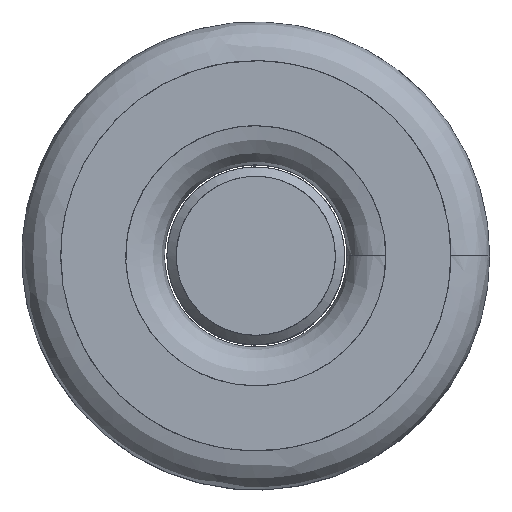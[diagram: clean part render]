
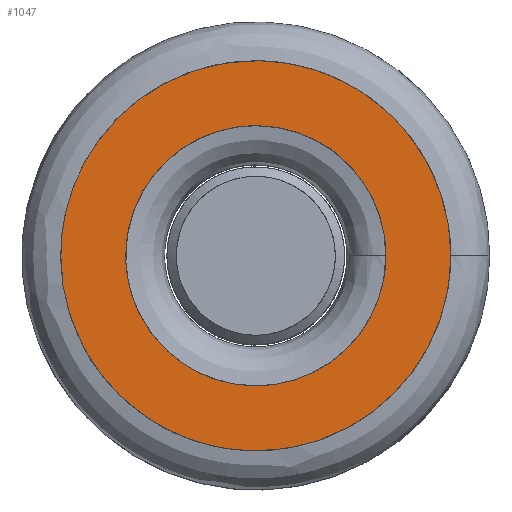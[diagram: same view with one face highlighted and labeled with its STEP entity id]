
A CAD part, top view. The second image highlights one B-rep face of the part: STEP entity #1047.
In plain terms, the highlighted free-form (B-spline) face has degree [1, 1] with [2, 2] control points.
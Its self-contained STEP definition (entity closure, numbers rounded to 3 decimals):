
#1047 = ADVANCED_FACE('',(#1048,#1082),#1116,.T.);
#1048 = FACE_BOUND('',#1049,.T.);
#1049 = EDGE_LOOP('',(#1050,#1060,#1068,#1076));
#1050 = ORIENTED_EDGE('',*,*,#1051,.T.);
#1051 = EDGE_CURVE('',#1052,#1054,#1056,.T.);
#1052 = VERTEX_POINT('',#1053);
#1053 = CARTESIAN_POINT('',(45.713,0.,65.227));
#1054 = VERTEX_POINT('',#1055);
#1055 = CARTESIAN_POINT('',(0.,45.713,65.227));
#1056 = ( BOUNDED_CURVE() B_SPLINE_CURVE(2,(#1057,#1058,#1059),
.UNSPECIFIED.,.F.,.F.) B_SPLINE_CURVE_WITH_KNOTS((3,3),(0.,0.25),
.PIECEWISE_BEZIER_KNOTS.) CURVE() GEOMETRIC_REPRESENTATION_ITEM() 
RATIONAL_B_SPLINE_CURVE((1.,0.707,1.)) REPRESENTATION_ITEM('') 
  );
#1057 = CARTESIAN_POINT('',(45.713,0.,65.227));
#1058 = CARTESIAN_POINT('',(45.713,45.713,
    65.227));
#1059 = CARTESIAN_POINT('',(0.,45.713,65.227));
#1060 = ORIENTED_EDGE('',*,*,#1061,.T.);
#1061 = EDGE_CURVE('',#1054,#1062,#1064,.T.);
#1062 = VERTEX_POINT('',#1063);
#1063 = CARTESIAN_POINT('',(-45.713,0.,65.227));
#1064 = ( BOUNDED_CURVE() B_SPLINE_CURVE(2,(#1065,#1066,#1067),
.UNSPECIFIED.,.F.,.F.) B_SPLINE_CURVE_WITH_KNOTS((3,3),(0.25,0.5),
.PIECEWISE_BEZIER_KNOTS.) CURVE() GEOMETRIC_REPRESENTATION_ITEM() 
RATIONAL_B_SPLINE_CURVE((1.,0.707,1.)) REPRESENTATION_ITEM('') 
  );
#1065 = CARTESIAN_POINT('',(0.,45.713,65.227));
#1066 = CARTESIAN_POINT('',(-45.713,45.713,
    65.227));
#1067 = CARTESIAN_POINT('',(-45.713,0.,65.227));
#1068 = ORIENTED_EDGE('',*,*,#1069,.T.);
#1069 = EDGE_CURVE('',#1062,#1070,#1072,.T.);
#1070 = VERTEX_POINT('',#1071);
#1071 = CARTESIAN_POINT('',(0.,-45.713,65.227));
#1072 = ( BOUNDED_CURVE() B_SPLINE_CURVE(2,(#1073,#1074,#1075),
.UNSPECIFIED.,.F.,.F.) B_SPLINE_CURVE_WITH_KNOTS((3,3),(0.5,0.75),
.PIECEWISE_BEZIER_KNOTS.) CURVE() GEOMETRIC_REPRESENTATION_ITEM() 
RATIONAL_B_SPLINE_CURVE((1.,0.707,1.)) REPRESENTATION_ITEM('') 
  );
#1073 = CARTESIAN_POINT('',(-45.713,0.,65.227));
#1074 = CARTESIAN_POINT('',(-45.713,-45.713,
    65.227));
#1075 = CARTESIAN_POINT('',(0.,-45.713,65.227));
#1076 = ORIENTED_EDGE('',*,*,#1077,.T.);
#1077 = EDGE_CURVE('',#1070,#1052,#1078,.T.);
#1078 = ( BOUNDED_CURVE() B_SPLINE_CURVE(2,(#1079,#1080,#1081),
.UNSPECIFIED.,.F.,.F.) B_SPLINE_CURVE_WITH_KNOTS((3,3),(0.75,1.),
.PIECEWISE_BEZIER_KNOTS.) CURVE() GEOMETRIC_REPRESENTATION_ITEM() 
RATIONAL_B_SPLINE_CURVE((1.,0.707,1.)) REPRESENTATION_ITEM('') 
  );
#1079 = CARTESIAN_POINT('',(0.,-45.713,65.227));
#1080 = CARTESIAN_POINT('',(45.713,-45.713,
    65.227));
#1081 = CARTESIAN_POINT('',(45.713,0.,65.227));
#1082 = FACE_BOUND('',#1083,.T.);
#1083 = EDGE_LOOP('',(#1084,#1094,#1102,#1110));
#1084 = ORIENTED_EDGE('',*,*,#1085,.T.);
#1085 = EDGE_CURVE('',#1086,#1088,#1090,.T.);
#1086 = VERTEX_POINT('',#1087);
#1087 = CARTESIAN_POINT('',(30.476,0.,65.227));
#1088 = VERTEX_POINT('',#1089);
#1089 = CARTESIAN_POINT('',(0.,-30.476,65.227));
#1090 = ( BOUNDED_CURVE() B_SPLINE_CURVE(2,(#1091,#1092,#1093),
.UNSPECIFIED.,.F.,.F.) B_SPLINE_CURVE_WITH_KNOTS((3,3),(0.,0.25),
.PIECEWISE_BEZIER_KNOTS.) CURVE() GEOMETRIC_REPRESENTATION_ITEM() 
RATIONAL_B_SPLINE_CURVE((1.,0.707,1.)) REPRESENTATION_ITEM('') 
  );
#1091 = CARTESIAN_POINT('',(30.476,0.,65.227));
#1092 = CARTESIAN_POINT('',(30.476,-30.476,
    65.227));
#1093 = CARTESIAN_POINT('',(0.,-30.476,65.227));
#1094 = ORIENTED_EDGE('',*,*,#1095,.T.);
#1095 = EDGE_CURVE('',#1088,#1096,#1098,.T.);
#1096 = VERTEX_POINT('',#1097);
#1097 = CARTESIAN_POINT('',(-30.476,0.,65.227));
#1098 = ( BOUNDED_CURVE() B_SPLINE_CURVE(2,(#1099,#1100,#1101),
.UNSPECIFIED.,.F.,.F.) B_SPLINE_CURVE_WITH_KNOTS((3,3),(0.25,0.5),
.PIECEWISE_BEZIER_KNOTS.) CURVE() GEOMETRIC_REPRESENTATION_ITEM() 
RATIONAL_B_SPLINE_CURVE((1.,0.707,1.)) REPRESENTATION_ITEM('') 
  );
#1099 = CARTESIAN_POINT('',(0.,-30.476,65.227));
#1100 = CARTESIAN_POINT('',(-30.476,-30.476,
    65.227));
#1101 = CARTESIAN_POINT('',(-30.476,0.,65.227));
#1102 = ORIENTED_EDGE('',*,*,#1103,.T.);
#1103 = EDGE_CURVE('',#1096,#1104,#1106,.T.);
#1104 = VERTEX_POINT('',#1105);
#1105 = CARTESIAN_POINT('',(0.,30.476,65.227));
#1106 = ( BOUNDED_CURVE() B_SPLINE_CURVE(2,(#1107,#1108,#1109),
.UNSPECIFIED.,.F.,.F.) B_SPLINE_CURVE_WITH_KNOTS((3,3),(0.5,0.75),
.PIECEWISE_BEZIER_KNOTS.) CURVE() GEOMETRIC_REPRESENTATION_ITEM() 
RATIONAL_B_SPLINE_CURVE((1.,0.707,1.)) REPRESENTATION_ITEM('') 
  );
#1107 = CARTESIAN_POINT('',(-30.476,0.,65.227));
#1108 = CARTESIAN_POINT('',(-30.476,30.476,
    65.227));
#1109 = CARTESIAN_POINT('',(0.,30.476,65.227));
#1110 = ORIENTED_EDGE('',*,*,#1111,.T.);
#1111 = EDGE_CURVE('',#1104,#1086,#1112,.T.);
#1112 = ( BOUNDED_CURVE() B_SPLINE_CURVE(2,(#1113,#1114,#1115),
.UNSPECIFIED.,.F.,.F.) B_SPLINE_CURVE_WITH_KNOTS((3,3),(0.75,1.),
.PIECEWISE_BEZIER_KNOTS.) CURVE() GEOMETRIC_REPRESENTATION_ITEM() 
RATIONAL_B_SPLINE_CURVE((1.,0.707,1.)) REPRESENTATION_ITEM('') 
  );
#1113 = CARTESIAN_POINT('',(0.,30.476,65.227));
#1114 = CARTESIAN_POINT('',(30.476,30.476,
    65.227));
#1115 = CARTESIAN_POINT('',(30.476,0.,65.227));
#1116 = B_SPLINE_SURFACE_WITH_KNOTS('',1,1,(
    (#1117,#1118)
    ,(#1119,#1120
    )),.UNSPECIFIED.,.F.,.F.,.F.,(2,2),(2,2),(0.,1.),(0.,1.),
  .PIECEWISE_BEZIER_KNOTS.);
#1117 = CARTESIAN_POINT('',(-82.218,-82.218,
    65.227));
#1118 = CARTESIAN_POINT('',(-82.218,82.218,
    65.227));
#1119 = CARTESIAN_POINT('',(82.218,-82.218,
    65.227));
#1120 = CARTESIAN_POINT('',(82.218,82.218,
    65.227));
